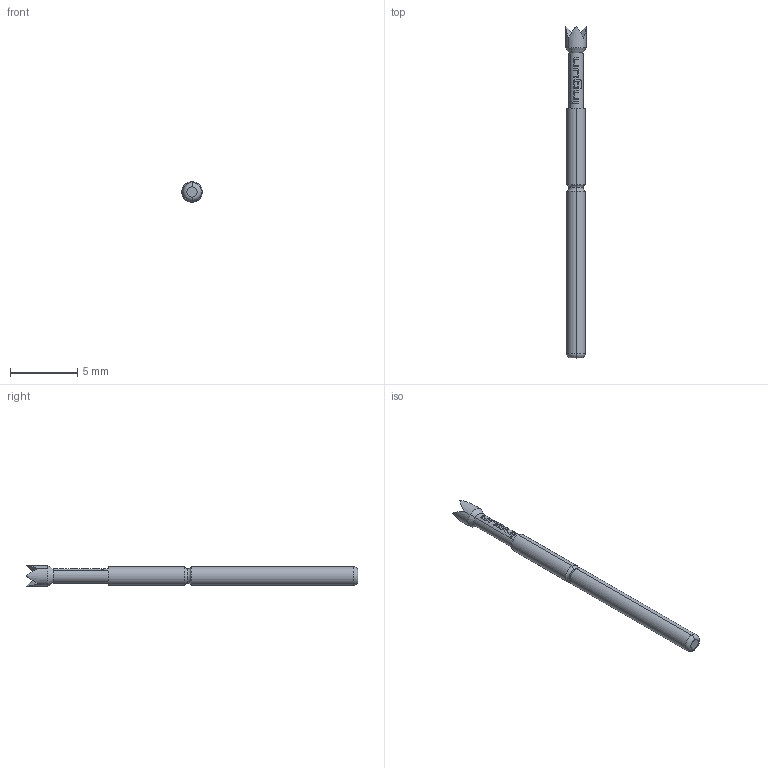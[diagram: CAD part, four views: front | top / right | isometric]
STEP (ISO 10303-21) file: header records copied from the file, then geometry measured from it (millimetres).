
FILE_DESCRIPTION (( 'STEP AP203' ), '1' );
FILE_NAME ('INGUN_GKS-002_204_152_A_xx00.STEP', '2021-09-09T09:01:59', ( 'ochi' ), ( '' ), 'SwSTEP 2.0', 'SolidWorks 2018', '' );
FILE_SCHEMA (( 'CONFIG_CONTROL_DESIGN' ));
Length unit declared in the file: millimetre
Products named in the file (1): INGUN_GKS-002_204_152_A_xx00
Bounding box: 1.52 x 24.6 x 1.52 mm (x, y, z)
Volume: 33 mm3; surface area: 106.2 mm2
Topology: 1 solids, 1 shells, 95 faces, 242 edges, 155 vertices
Faces by surface type: bspline 45, plane 27, cylinder 15, torus 6, cone 2
Entity records: 3933 total; most frequent: CARTESIAN_POINT 2080, ORIENTED_EDGE 484, EDGE_CURVE 242, B_SPLINE_CURVE_WITH_KNOTS 190, DIRECTION 170, VERTEX_POINT 155, EDGE_LOOP 101, ADVANCED_FACE 95
